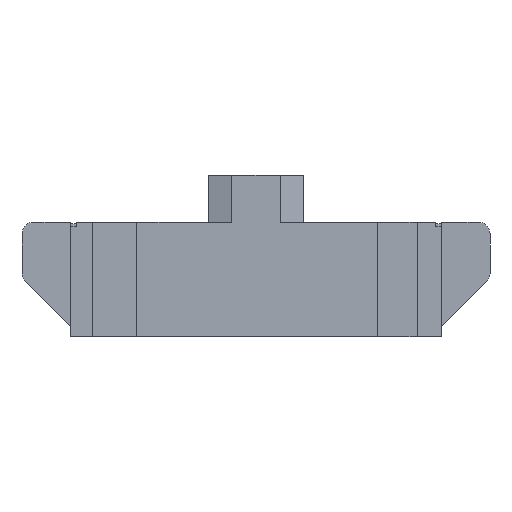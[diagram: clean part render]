
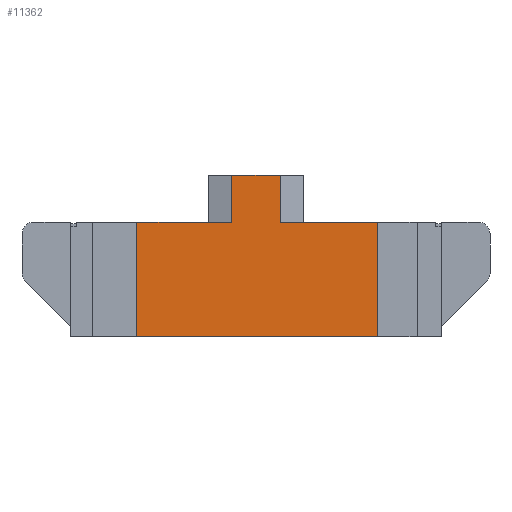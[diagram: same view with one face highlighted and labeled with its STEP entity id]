
A CAD part, front view. The second image highlights one B-rep face of the part: STEP entity #11362.
In plain terms, the highlighted planar face has unit normal (0, -1, 0).
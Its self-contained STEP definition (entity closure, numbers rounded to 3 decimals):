
#44 = PLANE('',#45);
#45 = AXIS2_PLACEMENT_3D('',#46,#47,#48);
#46 = CARTESIAN_POINT('',(-16.,36.,-5.5));
#47 = DIRECTION('',(0.,0.,1.));
#48 = DIRECTION('',(0.,-1.,0.));
#100 = PLANE('',#101);
#101 = AXIS2_PLACEMENT_3D('',#102,#103,#104);
#102 = CARTESIAN_POINT('',(-10.95,19.2,2.3));
#103 = DIRECTION('',(-0.,0.,-1.));
#104 = DIRECTION('',(0.,1.,0.));
#156 = PLANE('',#157);
#157 = AXIS2_PLACEMENT_3D('',#158,#159,#160);
#158 = CARTESIAN_POINT('',(-1.65,-20.,5.5));
#159 = DIRECTION('',(0.,0.,1.));
#160 = DIRECTION('',(1.,0.,-0.));
#212 = PLANE('',#213);
#213 = AXIS2_PLACEMENT_3D('',#214,#215,#216);
#214 = CARTESIAN_POINT('',(-10.95,19.2,2.3));
#215 = DIRECTION('',(-0.,0.,-1.));
#216 = DIRECTION('',(0.,1.,0.));
#749 = VERTEX_POINT('',#750);
#750 = CARTESIAN_POINT('',(-8.1,-19.9,-5.5));
#764 = PLANE('',#765);
#765 = AXIS2_PLACEMENT_3D('',#766,#767,#768);
#766 = CARTESIAN_POINT('',(-8.1,-19.1,2.3));
#767 = DIRECTION('',(-1.,0.,0.));
#768 = DIRECTION('',(0.,-1.,0.));
#776 = EDGE_CURVE('',#749,#777,#779,.T.);
#777 = VERTEX_POINT('',#778);
#778 = CARTESIAN_POINT('',(8.25,-19.9,-5.5));
#779 = SURFACE_CURVE('',#780,(#784,#791),.PCURVE_S1.);
#780 = LINE('',#781,#782);
#781 = CARTESIAN_POINT('',(12.,-19.9,-5.5));
#782 = VECTOR('',#783,1.);
#783 = DIRECTION('',(1.,0.,0.));
#784 = PCURVE('',#44,#785);
#785 = DEFINITIONAL_REPRESENTATION('',(#786),#790);
#786 = LINE('',#787,#788);
#787 = CARTESIAN_POINT('',(55.9,28.));
#788 = VECTOR('',#789,1.);
#789 = DIRECTION('',(0.,1.));
#790 = ( GEOMETRIC_REPRESENTATION_CONTEXT(2) 
PARAMETRIC_REPRESENTATION_CONTEXT() REPRESENTATION_CONTEXT('2D SPACE',''
  ) );
#791 = PCURVE('',#792,#797);
#792 = PLANE('',#793);
#793 = AXIS2_PLACEMENT_3D('',#794,#795,#796);
#794 = CARTESIAN_POINT('',(8.,-19.9,-7.7));
#795 = DIRECTION('',(0.,1.,0.));
#796 = DIRECTION('',(0.,0.,1.));
#797 = DEFINITIONAL_REPRESENTATION('',(#798),#802);
#798 = LINE('',#799,#800);
#799 = CARTESIAN_POINT('',(2.2,4.));
#800 = VECTOR('',#801,1.);
#801 = DIRECTION('',(0.,1.));
#802 = ( GEOMETRIC_REPRESENTATION_CONTEXT(2) 
PARAMETRIC_REPRESENTATION_CONTEXT() REPRESENTATION_CONTEXT('2D SPACE',''
  ) );
#820 = PLANE('',#821);
#821 = AXIS2_PLACEMENT_3D('',#822,#823,#824);
#822 = CARTESIAN_POINT('',(8.25,-19.2,2.3));
#823 = DIRECTION('',(-1.,0.,0.));
#824 = DIRECTION('',(0.,-1.,0.));
#5336 = VERTEX_POINT('',#5337);
#5337 = CARTESIAN_POINT('',(-1.65,-19.9,2.3));
#5351 = PLANE('',#5352);
#5352 = AXIS2_PLACEMENT_3D('',#5353,#5354,#5355);
#5353 = CARTESIAN_POINT('',(-2.45,-19.667,2.3));
#5354 = DIRECTION('',(0.28,0.96,0.));
#5355 = DIRECTION('',(0.,0.,-1.));
#5363 = EDGE_CURVE('',#5336,#5364,#5366,.T.);
#5364 = VERTEX_POINT('',#5365);
#5365 = CARTESIAN_POINT('',(-8.1,-19.9,2.3));
#5366 = SURFACE_CURVE('',#5367,(#5371,#5378),.PCURVE_S1.);
#5367 = LINE('',#5368,#5369);
#5368 = CARTESIAN_POINT('',(12.6,-19.9,2.3));
#5369 = VECTOR('',#5370,1.);
#5370 = DIRECTION('',(-1.,0.,0.));
#5371 = PCURVE('',#212,#5372);
#5372 = DEFINITIONAL_REPRESENTATION('',(#5373),#5377);
#5373 = LINE('',#5374,#5375);
#5374 = CARTESIAN_POINT('',(-39.1,23.55));
#5375 = VECTOR('',#5376,1.);
#5376 = DIRECTION('',(0.,-1.));
#5377 = ( GEOMETRIC_REPRESENTATION_CONTEXT(2) 
PARAMETRIC_REPRESENTATION_CONTEXT() REPRESENTATION_CONTEXT('2D SPACE',''
  ) );
#5378 = PCURVE('',#792,#5379);
#5379 = DEFINITIONAL_REPRESENTATION('',(#5380),#5384);
#5380 = LINE('',#5381,#5382);
#5381 = CARTESIAN_POINT('',(10.,4.6));
#5382 = VECTOR('',#5383,1.);
#5383 = DIRECTION('',(0.,-1.));
#5384 = ( GEOMETRIC_REPRESENTATION_CONTEXT(2) 
PARAMETRIC_REPRESENTATION_CONTEXT() REPRESENTATION_CONTEXT('2D SPACE',''
  ) );
#5790 = VERTEX_POINT('',#5791);
#5791 = CARTESIAN_POINT('',(8.25,-19.9,2.3));
#5812 = EDGE_CURVE('',#5790,#5813,#5815,.T.);
#5813 = VERTEX_POINT('',#5814);
#5814 = CARTESIAN_POINT('',(1.65,-19.9,2.3));
#5815 = SURFACE_CURVE('',#5816,(#5820,#5827),.PCURVE_S1.);
#5816 = LINE('',#5817,#5818);
#5817 = CARTESIAN_POINT('',(12.6,-19.9,2.3));
#5818 = VECTOR('',#5819,1.);
#5819 = DIRECTION('',(-1.,0.,0.));
#5820 = PCURVE('',#100,#5821);
#5821 = DEFINITIONAL_REPRESENTATION('',(#5822),#5826);
#5822 = LINE('',#5823,#5824);
#5823 = CARTESIAN_POINT('',(-39.1,23.55));
#5824 = VECTOR('',#5825,1.);
#5825 = DIRECTION('',(0.,-1.));
#5826 = ( GEOMETRIC_REPRESENTATION_CONTEXT(2) 
PARAMETRIC_REPRESENTATION_CONTEXT() REPRESENTATION_CONTEXT('2D SPACE',''
  ) );
#5827 = PCURVE('',#792,#5828);
#5828 = DEFINITIONAL_REPRESENTATION('',(#5829),#5833);
#5829 = LINE('',#5830,#5831);
#5830 = CARTESIAN_POINT('',(10.,4.6));
#5831 = VECTOR('',#5832,1.);
#5832 = DIRECTION('',(0.,-1.));
#5833 = ( GEOMETRIC_REPRESENTATION_CONTEXT(2) 
PARAMETRIC_REPRESENTATION_CONTEXT() REPRESENTATION_CONTEXT('2D SPACE',''
  ) );
#5851 = PLANE('',#5852);
#5852 = AXIS2_PLACEMENT_3D('',#5853,#5854,#5855);
#5853 = CARTESIAN_POINT('',(2.45,-19.667,2.3));
#5854 = DIRECTION('',(0.28,-0.96,0.));
#5855 = DIRECTION('',(0.,0.,-1.));
#11342 = EDGE_CURVE('',#749,#5364,#11343,.T.);
#11343 = SURFACE_CURVE('',#11344,(#11348,#11355),.PCURVE_S1.);
#11344 = LINE('',#11345,#11346);
#11345 = CARTESIAN_POINT('',(-8.1,-19.9,-1.6));
#11346 = VECTOR('',#11347,1.);
#11347 = DIRECTION('',(0.,-0.,1.));
#11348 = PCURVE('',#764,#11349);
#11349 = DEFINITIONAL_REPRESENTATION('',(#11350),#11354);
#11350 = LINE('',#11351,#11352);
#11351 = CARTESIAN_POINT('',(0.8,-3.9));
#11352 = VECTOR('',#11353,1.);
#11353 = DIRECTION('',(0.,1.));
#11354 = ( GEOMETRIC_REPRESENTATION_CONTEXT(2) 
PARAMETRIC_REPRESENTATION_CONTEXT() REPRESENTATION_CONTEXT('2D SPACE',''
  ) );
#11355 = PCURVE('',#792,#11356);
#11356 = DEFINITIONAL_REPRESENTATION('',(#11357),#11361);
#11357 = LINE('',#11358,#11359);
#11358 = CARTESIAN_POINT('',(6.1,-16.1));
#11359 = VECTOR('',#11360,1.);
#11360 = DIRECTION('',(1.,0.));
#11361 = ( GEOMETRIC_REPRESENTATION_CONTEXT(2) 
PARAMETRIC_REPRESENTATION_CONTEXT() REPRESENTATION_CONTEXT('2D SPACE',''
  ) );
#11362 = ADVANCED_FACE('',(#11363),#792,.F.);
#11363 = FACE_BOUND('',#11364,.F.);
#11364 = EDGE_LOOP('',(#11365,#11366,#11367,#11368,#11391,#11414,#11435,
    #11436));
#11365 = ORIENTED_EDGE('',*,*,#776,.F.);
#11366 = ORIENTED_EDGE('',*,*,#11342,.T.);
#11367 = ORIENTED_EDGE('',*,*,#5363,.F.);
#11368 = ORIENTED_EDGE('',*,*,#11369,.F.);
#11369 = EDGE_CURVE('',#11370,#5336,#11372,.T.);
#11370 = VERTEX_POINT('',#11371);
#11371 = CARTESIAN_POINT('',(-1.65,-19.9,5.5));
#11372 = SURFACE_CURVE('',#11373,(#11377,#11384),.PCURVE_S1.);
#11373 = LINE('',#11374,#11375);
#11374 = CARTESIAN_POINT('',(-1.65,-19.9,2.3));
#11375 = VECTOR('',#11376,1.);
#11376 = DIRECTION('',(0.,0.,-1.));
#11377 = PCURVE('',#792,#11378);
#11378 = DEFINITIONAL_REPRESENTATION('',(#11379),#11383);
#11379 = LINE('',#11380,#11381);
#11380 = CARTESIAN_POINT('',(10.,-9.65));
#11381 = VECTOR('',#11382,1.);
#11382 = DIRECTION('',(-1.,0.));
#11383 = ( GEOMETRIC_REPRESENTATION_CONTEXT(2) 
PARAMETRIC_REPRESENTATION_CONTEXT() REPRESENTATION_CONTEXT('2D SPACE',''
  ) );
#11384 = PCURVE('',#5351,#11385);
#11385 = DEFINITIONAL_REPRESENTATION('',(#11386),#11390);
#11386 = LINE('',#11387,#11388);
#11387 = CARTESIAN_POINT('',(0.,-0.833));
#11388 = VECTOR('',#11389,1.);
#11389 = DIRECTION('',(1.,-0.));
#11390 = ( GEOMETRIC_REPRESENTATION_CONTEXT(2) 
PARAMETRIC_REPRESENTATION_CONTEXT() REPRESENTATION_CONTEXT('2D SPACE',''
  ) );
#11391 = ORIENTED_EDGE('',*,*,#11392,.F.);
#11392 = EDGE_CURVE('',#11393,#11370,#11395,.T.);
#11393 = VERTEX_POINT('',#11394);
#11394 = CARTESIAN_POINT('',(1.65,-19.9,5.5));
#11395 = SURFACE_CURVE('',#11396,(#11400,#11407),.PCURVE_S1.);
#11396 = LINE('',#11397,#11398);
#11397 = CARTESIAN_POINT('',(3.25,-19.9,5.5));
#11398 = VECTOR('',#11399,1.);
#11399 = DIRECTION('',(-1.,0.,0.));
#11400 = PCURVE('',#792,#11401);
#11401 = DEFINITIONAL_REPRESENTATION('',(#11402),#11406);
#11402 = LINE('',#11403,#11404);
#11403 = CARTESIAN_POINT('',(13.2,-4.75));
#11404 = VECTOR('',#11405,1.);
#11405 = DIRECTION('',(0.,-1.));
#11406 = ( GEOMETRIC_REPRESENTATION_CONTEXT(2) 
PARAMETRIC_REPRESENTATION_CONTEXT() REPRESENTATION_CONTEXT('2D SPACE',''
  ) );
#11407 = PCURVE('',#156,#11408);
#11408 = DEFINITIONAL_REPRESENTATION('',(#11409),#11413);
#11409 = LINE('',#11410,#11411);
#11410 = CARTESIAN_POINT('',(4.9,0.1));
#11411 = VECTOR('',#11412,1.);
#11412 = DIRECTION('',(-1.,0.));
#11413 = ( GEOMETRIC_REPRESENTATION_CONTEXT(2) 
PARAMETRIC_REPRESENTATION_CONTEXT() REPRESENTATION_CONTEXT('2D SPACE',''
  ) );
#11414 = ORIENTED_EDGE('',*,*,#11415,.F.);
#11415 = EDGE_CURVE('',#5813,#11393,#11416,.T.);
#11416 = SURFACE_CURVE('',#11417,(#11421,#11428),.PCURVE_S1.);
#11417 = LINE('',#11418,#11419);
#11418 = CARTESIAN_POINT('',(1.65,-19.9,3.9));
#11419 = VECTOR('',#11420,1.);
#11420 = DIRECTION('',(-0.,0.,1.));
#11421 = PCURVE('',#792,#11422);
#11422 = DEFINITIONAL_REPRESENTATION('',(#11423),#11427);
#11423 = LINE('',#11424,#11425);
#11424 = CARTESIAN_POINT('',(11.6,-6.35));
#11425 = VECTOR('',#11426,1.);
#11426 = DIRECTION('',(1.,0.));
#11427 = ( GEOMETRIC_REPRESENTATION_CONTEXT(2) 
PARAMETRIC_REPRESENTATION_CONTEXT() REPRESENTATION_CONTEXT('2D SPACE',''
  ) );
#11428 = PCURVE('',#5851,#11429);
#11429 = DEFINITIONAL_REPRESENTATION('',(#11430),#11434);
#11430 = LINE('',#11431,#11432);
#11431 = CARTESIAN_POINT('',(-1.6,-0.833));
#11432 = VECTOR('',#11433,1.);
#11433 = DIRECTION('',(-1.,0.));
#11434 = ( GEOMETRIC_REPRESENTATION_CONTEXT(2) 
PARAMETRIC_REPRESENTATION_CONTEXT() REPRESENTATION_CONTEXT('2D SPACE',''
  ) );
#11435 = ORIENTED_EDGE('',*,*,#5812,.F.);
#11436 = ORIENTED_EDGE('',*,*,#11437,.F.);
#11437 = EDGE_CURVE('',#777,#5790,#11438,.T.);
#11438 = SURFACE_CURVE('',#11439,(#11443,#11450),.PCURVE_S1.);
#11439 = LINE('',#11440,#11441);
#11440 = CARTESIAN_POINT('',(8.25,-19.9,-1.6));
#11441 = VECTOR('',#11442,1.);
#11442 = DIRECTION('',(0.,-0.,1.));
#11443 = PCURVE('',#792,#11444);
#11444 = DEFINITIONAL_REPRESENTATION('',(#11445),#11449);
#11445 = LINE('',#11446,#11447);
#11446 = CARTESIAN_POINT('',(6.1,0.25));
#11447 = VECTOR('',#11448,1.);
#11448 = DIRECTION('',(1.,0.));
#11449 = ( GEOMETRIC_REPRESENTATION_CONTEXT(2) 
PARAMETRIC_REPRESENTATION_CONTEXT() REPRESENTATION_CONTEXT('2D SPACE',''
  ) );
#11450 = PCURVE('',#820,#11451);
#11451 = DEFINITIONAL_REPRESENTATION('',(#11452),#11456);
#11452 = LINE('',#11453,#11454);
#11453 = CARTESIAN_POINT('',(0.7,-3.9));
#11454 = VECTOR('',#11455,1.);
#11455 = DIRECTION('',(0.,1.));
#11456 = ( GEOMETRIC_REPRESENTATION_CONTEXT(2) 
PARAMETRIC_REPRESENTATION_CONTEXT() REPRESENTATION_CONTEXT('2D SPACE',''
  ) );
